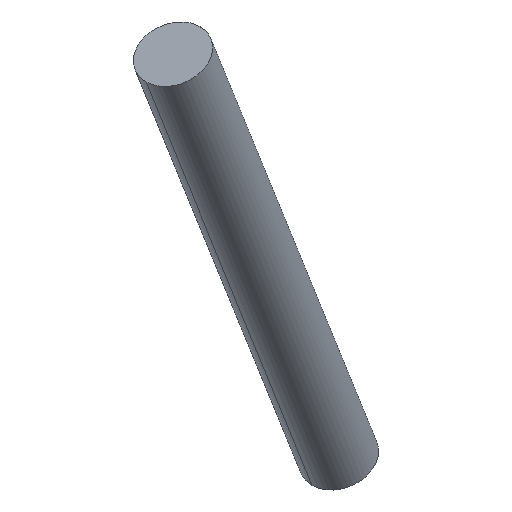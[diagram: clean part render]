
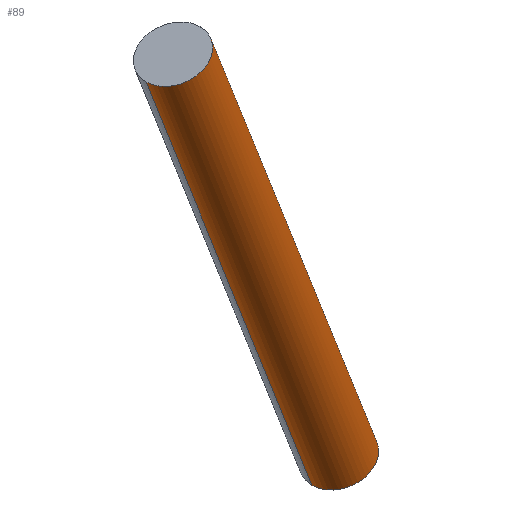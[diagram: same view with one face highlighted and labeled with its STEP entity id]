
A CAD part, isometric view. The second image highlights one B-rep face of the part: STEP entity #89.
In plain terms, the highlighted cylindrical face has radius 3 mm (diameter 6 mm), a partial arc.
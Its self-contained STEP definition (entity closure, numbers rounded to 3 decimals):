
#1 = CARTESIAN_POINT ( 'NONE',  ( 63.358, 86.2, 47.505 ) ) ;
#8 = CARTESIAN_POINT ( 'NONE',  ( 67.57, 83.579, 49.121 ) ) ;
#10 = CARTESIAN_POINT ( 'NONE',  ( 68.96, 85.807, 49.655 ) ) ;
#11 = EDGE_CURVE ( 'NONE', #127, #201, #146, .T. ) ;
#12 = B_SPLINE_CURVE_WITH_KNOTS ( 'NONE', 3,
 ( #90, #46, #76, #1 ),
 .UNSPECIFIED., .F., .F.,
 ( 4, 4 ),
 ( 0., 1. ),
 .UNSPECIFIED. ) ;
#13 = CARTESIAN_POINT ( 'NONE',  ( 48.591, 83.2, 93.251 ) ) ;
#21 = CARTESIAN_POINT ( 'NONE',  ( 64.749, 83.579, 48.038 ) ) ;
#28 = CARTESIAN_POINT ( 'NONE',  ( 47.547, 83.579, 92.85 ) ) ;
#29 = CARTESIAN_POINT ( 'NONE',  ( 51.197, 84.356, 94.251 ) ) ;
#34 = CARTESIAN_POINT ( 'NONE',  ( 51.758, 86.2, 94.467 ) ) ;
#35 = ORIENTED_EDGE ( 'NONE', *, *, #11, .T. ) ;
#37 = VERTEX_POINT ( 'NONE', #106 ) ;
#38 = CARTESIAN_POINT ( 'NONE',  ( 67.88, 83.801, 49.241 ) ) ;
#40 = CARTESIAN_POINT ( 'NONE',  ( 63.712, 84.689, 47.641 ) ) ;
#42 = CARTESIAN_POINT ( 'NONE',  ( 66.892, 83.278, 48.861 ) ) ;
#46 = CARTESIAN_POINT ( 'NONE',  ( 51.891, 86.2, 77.379 ) ) ;
#51 = CARTESIAN_POINT ( 'NONE',  ( 46.718, 84.356, 92.532 ) ) ;
#54 = B_SPLINE_CURVE_WITH_KNOTS ( 'NONE', 3,
 ( #131, #97, #113, #86, #29, #165, #84, #195, #231, #13, #161, #28, #176, #51, #145, #102, #87, #162 ),
 .UNSPECIFIED., .F., .F.,
 ( 4, 2, 2, 2, 2, 2, 2, 2, 4 ),
 ( 0., 0.125, 0.25, 0.375, 0.5, 0.625, 0.75, 0.875, 1. ),
 .UNSPECIFIED. ) ;
#55 = VERTEX_POINT ( 'NONE', #110 ) ;
#61 = CARTESIAN_POINT ( 'NONE',  ( 66.526, 83.2, 48.721 ) ) ;
#69 = AXIS2_PLACEMENT_3D ( 'NONE', #207, #133, #205 ) ;
#72 = EDGE_CURVE ( 'NONE', #37, #127, #223, .T. ) ;
#76 = CARTESIAN_POINT ( 'NONE',  ( 57.624, 86.2, 62.442 ) ) ;
#81 = CYLINDRICAL_SURFACE ( 'NONE', #69, 3. ) ;
#84 = CARTESIAN_POINT ( 'NONE',  ( 50.368, 83.579, 93.933 ) ) ;
#86 = CARTESIAN_POINT ( 'NONE',  ( 51.405, 84.689, 94.331 ) ) ;
#87 = CARTESIAN_POINT ( 'NONE',  ( 46.157, 85.807, 92.317 ) ) ;
#89 = ADVANCED_FACE ( 'NONE', ( #203 ), #81, .T. ) ;
#90 = CARTESIAN_POINT ( 'NONE',  ( 46.157, 86.2, 92.317 ) ) ;
#92 = CARTESIAN_POINT ( 'NONE',  ( 68.399, 84.356, 49.44 ) ) ;
#95 = CARTESIAN_POINT ( 'NONE',  ( 64.438, 83.801, 47.919 ) ) ;
#97 = CARTESIAN_POINT ( 'NONE',  ( 51.758, 85.807, 94.467 ) ) ;
#102 = CARTESIAN_POINT ( 'NONE',  ( 46.23, 85.415, 92.345 ) ) ;
#106 = CARTESIAN_POINT ( 'NONE',  ( 63.358, 86.2, 47.505 ) ) ;
#110 = CARTESIAN_POINT ( 'NONE',  ( 46.157, 86.2, 92.317 ) ) ;
#113 = CARTESIAN_POINT ( 'NONE',  ( 51.685, 85.415, 94.439 ) ) ;
#117 = CARTESIAN_POINT ( 'NONE',  ( 63.431, 85.415, 47.533 ) ) ;
#125 = CARTESIAN_POINT ( 'NONE',  ( 68.96, 86.2, 49.655 ) ) ;
#127 = VERTEX_POINT ( 'NONE', #167 ) ;
#131 = CARTESIAN_POINT ( 'NONE',  ( 51.758, 86.2, 94.467 ) ) ;
#133 = DIRECTION ( 'NONE',  ( 0.358, 0., -0.934 ) ) ;
#140 = CARTESIAN_POINT ( 'NONE',  ( 65.792, 83.2, 48.439 ) ) ;
#145 = CARTESIAN_POINT ( 'NONE',  ( 46.51, 84.689, 92.452 ) ) ;
#146 = B_SPLINE_CURVE_WITH_KNOTS ( 'NONE', 3,
 ( #125, #183, #198, #34 ),
 .UNSPECIFIED., .F., .F.,
 ( 4, 4 ),
 ( 0., 1. ),
 .UNSPECIFIED. ) ;
#149 = ORIENTED_EDGE ( 'NONE', *, *, #199, .T. ) ;
#151 = EDGE_LOOP ( 'NONE', ( #184, #181, #35, #149 ) ) ;
#155 = CARTESIAN_POINT ( 'NONE',  ( 68.96, 86.2, 49.655 ) ) ;
#157 = CARTESIAN_POINT ( 'NONE',  ( 68.887, 85.415, 49.627 ) ) ;
#160 = CARTESIAN_POINT ( 'NONE',  ( 63.358, 86.2, 47.505 ) ) ;
#161 = CARTESIAN_POINT ( 'NONE',  ( 48.224, 83.278, 93.11 ) ) ;
#162 = CARTESIAN_POINT ( 'NONE',  ( 46.157, 86.2, 92.317 ) ) ;
#165 = CARTESIAN_POINT ( 'NONE',  ( 50.679, 83.801, 94.052 ) ) ;
#167 = CARTESIAN_POINT ( 'NONE',  ( 68.96, 86.2, 49.655 ) ) ;
#171 = CARTESIAN_POINT ( 'NONE',  ( 68.606, 84.689, 49.519 ) ) ;
#173 = CARTESIAN_POINT ( 'NONE',  ( 65.426, 83.278, 48.299 ) ) ;
#176 = CARTESIAN_POINT ( 'NONE',  ( 47.236, 83.801, 92.731 ) ) ;
#177 = EDGE_CURVE ( 'NONE', #55, #37, #12, .T. ) ;
#181 = ORIENTED_EDGE ( 'NONE', *, *, #72, .T. ) ;
#183 = CARTESIAN_POINT ( 'NONE',  ( 63.226, 86.2, 64.592 ) ) ;
#184 = ORIENTED_EDGE ( 'NONE', *, *, #177, .T. ) ;
#186 = CARTESIAN_POINT ( 'NONE',  ( 63.919, 84.356, 47.72 ) ) ;
#195 = CARTESIAN_POINT ( 'NONE',  ( 49.691, 83.278, 93.673 ) ) ;
#198 = CARTESIAN_POINT ( 'NONE',  ( 57.492, 86.2, 79.53 ) ) ;
#199 = EDGE_CURVE ( 'NONE', #201, #55, #54, .T. ) ;
#201 = VERTEX_POINT ( 'NONE', #212 ) ;
#203 = FACE_OUTER_BOUND ( 'NONE', #151, .T. ) ;
#205 = DIRECTION ( 'NONE',  ( -0.934, 0., -0.358 ) ) ;
#207 = CARTESIAN_POINT ( 'NONE',  ( 30.322, 86.2, 141.938 ) ) ;
#212 = CARTESIAN_POINT ( 'NONE',  ( 51.758, 86.2, 94.467 ) ) ;
#220 = CARTESIAN_POINT ( 'NONE',  ( 63.358, 85.807, 47.505 ) ) ;
#223 = B_SPLINE_CURVE_WITH_KNOTS ( 'NONE', 3,
 ( #160, #220, #117, #40, #186, #95, #21, #173, #140, #61, #42, #8, #38, #92, #171, #157, #10, #155 ),
 .UNSPECIFIED., .F., .F.,
 ( 4, 2, 2, 2, 2, 2, 2, 2, 4 ),
 ( 0., 0.125, 0.25, 0.375, 0.5, 0.625, 0.75, 0.875, 1. ),
 .UNSPECIFIED. ) ;
#231 = CARTESIAN_POINT ( 'NONE',  ( 49.324, 83.2, 93.533 ) ) ;
